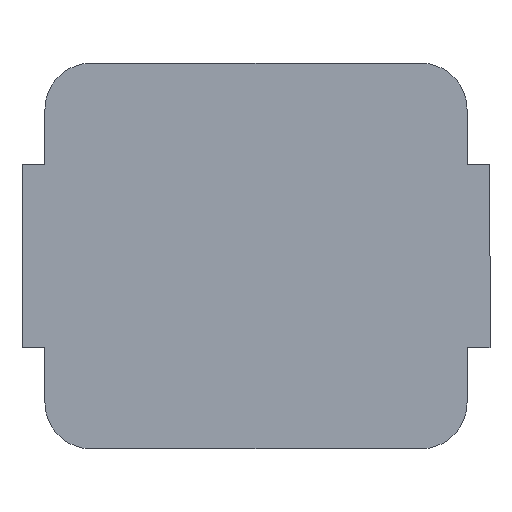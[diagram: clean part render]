
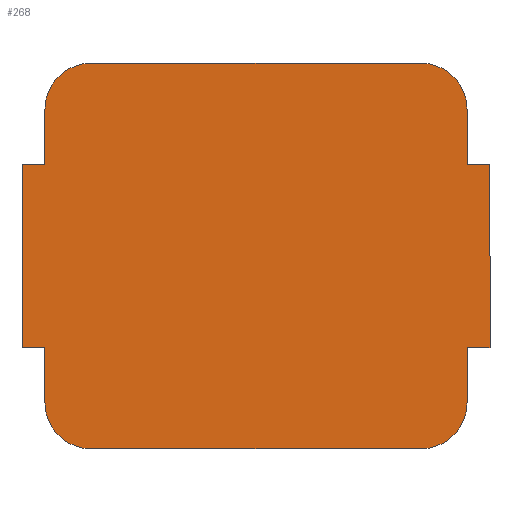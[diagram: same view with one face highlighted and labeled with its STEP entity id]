
A CAD part, front view. The second image highlights one B-rep face of the part: STEP entity #268.
In plain terms, the highlighted planar face has unit normal (0, -1, 0).
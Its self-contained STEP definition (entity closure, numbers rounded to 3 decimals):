
#1 = ORIENTED_EDGE ( 'NONE', *, *, #129, .T. ) ;
#12 = DIRECTION ( 'NONE',  ( -1., 0., 0. ) ) ;
#13 = LINE ( 'NONE', #300, #727 ) ;
#19 = VECTOR ( 'NONE', #563, 1000. ) ;
#35 = CARTESIAN_POINT ( 'NONE',  ( -2.3, 0., -1.6 ) ) ;
#36 = EDGE_CURVE ( 'NONE', #548, #220, #202, .T. ) ;
#38 = AXIS2_PLACEMENT_3D ( 'NONE', #724, #406, #658 ) ;
#43 = ORIENTED_EDGE ( 'NONE', *, *, #158, .T. ) ;
#48 = CIRCLE ( 'NONE', #841, 0.5 ) ;
#51 = VERTEX_POINT ( 'NONE', #376 ) ;
#52 = VECTOR ( 'NONE', #441, 1000. ) ;
#55 = LINE ( 'NONE', #342, #138 ) ;
#61 = CARTESIAN_POINT ( 'NONE',  ( -2.3, 0., 2.1 ) ) ;
#63 = DIRECTION ( 'NONE',  ( 0., 0., -1. ) ) ;
#64 = DIRECTION ( 'NONE',  ( -1., 0., 0. ) ) ;
#65 = EDGE_CURVE ( 'NONE', #304, #348, #136, .T. ) ;
#66 = CARTESIAN_POINT ( 'NONE',  ( 2.55, 0., 1. ) ) ;
#77 = CARTESIAN_POINT ( 'NONE',  ( 2.05, 0., -1. ) ) ;
#78 = CARTESIAN_POINT ( 'NONE',  ( 2.55, 0., -1. ) ) ;
#84 = DIRECTION ( 'NONE',  ( 1., 0., 0. ) ) ;
#101 = CARTESIAN_POINT ( 'NONE',  ( -2.55, 0., 1. ) ) ;
#110 = CARTESIAN_POINT ( 'NONE',  ( -2.3, 0., 2.1 ) ) ;
#114 = DIRECTION ( 'NONE',  ( 0., 0., -1. ) ) ;
#122 = AXIS2_PLACEMENT_3D ( 'NONE', #610, #145, #63 ) ;
#126 = ORIENTED_EDGE ( 'NONE', *, *, #264, .T. ) ;
#129 = EDGE_CURVE ( 'NONE', #275, #585, #750, .T. ) ;
#136 = LINE ( 'NONE', #61, #258 ) ;
#138 = VECTOR ( 'NONE', #461, 1000. ) ;
#143 = VERTEX_POINT ( 'NONE', #768 ) ;
#144 = EDGE_CURVE ( 'NONE', #836, #719, #151, .T. ) ;
#145 = DIRECTION ( 'NONE',  ( 0., -1., 0. ) ) ;
#149 = LINE ( 'NONE', #359, #290 ) ;
#151 = CIRCLE ( 'NONE', #333, 0.5 ) ;
#154 = LINE ( 'NONE', #830, #248 ) ;
#158 = EDGE_CURVE ( 'NONE', #794, #472, #13, .T. ) ;
#160 = LINE ( 'NONE', #843, #52 ) ;
#162 = DIRECTION ( 'NONE',  ( 0., -1., 0. ) ) ;
#163 = CARTESIAN_POINT ( 'NONE',  ( -2.55, 0., -1. ) ) ;
#182 = CIRCLE ( 'NONE', #122, 0.5 ) ;
#187 = CARTESIAN_POINT ( 'NONE',  ( 2.3, 0., -1.6 ) ) ;
#202 = LINE ( 'NONE', #77, #314 ) ;
#203 = ORIENTED_EDGE ( 'NONE', *, *, #594, .F. ) ;
#204 = CARTESIAN_POINT ( 'NONE',  ( -2.3, 0., -1. ) ) ;
#208 = LINE ( 'NONE', #362, #606 ) ;
#212 = EDGE_CURVE ( 'NONE', #679, #472, #154, .T. ) ;
#220 = VERTEX_POINT ( 'NONE', #78 ) ;
#222 = DIRECTION ( 'NONE',  ( 0., 0., 1. ) ) ;
#238 = ORIENTED_EDGE ( 'NONE', *, *, #691, .T. ) ;
#246 = EDGE_CURVE ( 'NONE', #353, #143, #397, .T. ) ;
#248 = VECTOR ( 'NONE', #681, 1000. ) ;
#258 = VECTOR ( 'NONE', #434, 1000. ) ;
#264 = EDGE_CURVE ( 'NONE', #304, #51, #48, .T. ) ;
#268 = ADVANCED_FACE ( 'NONE', ( #582 ), #777, .T. ) ;
#270 = CARTESIAN_POINT ( 'NONE',  ( -2.3, 0., 1.6 ) ) ;
#275 = VERTEX_POINT ( 'NONE', #101 ) ;
#276 = ORIENTED_EDGE ( 'NONE', *, *, #368, .F. ) ;
#290 = VECTOR ( 'NONE', #426, 1000. ) ;
#300 = CARTESIAN_POINT ( 'NONE',  ( 2.05, 0., 1. ) ) ;
#304 = VERTEX_POINT ( 'NONE', #35 ) ;
#306 = CARTESIAN_POINT ( 'NONE',  ( -2.55, 0., 1. ) ) ;
#314 = VECTOR ( 'NONE', #84, 1000. ) ;
#322 = CARTESIAN_POINT ( 'NONE',  ( -1.8, 0., -1.6 ) ) ;
#324 = ORIENTED_EDGE ( 'NONE', *, *, #867, .T. ) ;
#325 = EDGE_CURVE ( 'NONE', #585, #348, #55, .T. ) ;
#329 = VERTEX_POINT ( 'NONE', #270 ) ;
#333 = AXIS2_PLACEMENT_3D ( 'NONE', #504, #162, #699 ) ;
#342 = CARTESIAN_POINT ( 'NONE',  ( -2.05, 0., -1. ) ) ;
#348 = VERTEX_POINT ( 'NONE', #204 ) ;
#353 = VERTEX_POINT ( 'NONE', #663 ) ;
#357 = VERTEX_POINT ( 'NONE', #862 ) ;
#358 = CARTESIAN_POINT ( 'NONE',  ( 1.8, 0., -2.1 ) ) ;
#359 = CARTESIAN_POINT ( 'NONE',  ( 2.55, 0., 1. ) ) ;
#362 = CARTESIAN_POINT ( 'NONE',  ( -2.3, 0., 2.1 ) ) ;
#368 = EDGE_CURVE ( 'NONE', #836, #51, #524, .T. ) ;
#376 = CARTESIAN_POINT ( 'NONE',  ( -1.8, 0., -2.1 ) ) ;
#389 = DIRECTION ( 'NONE',  ( 0., 0., -1. ) ) ;
#391 = ORIENTED_EDGE ( 'NONE', *, *, #212, .F. ) ;
#396 = ORIENTED_EDGE ( 'NONE', *, *, #36, .T. ) ;
#397 = LINE ( 'NONE', #110, #742 ) ;
#406 = DIRECTION ( 'NONE',  ( 0., -1., 0. ) ) ;
#410 = CARTESIAN_POINT ( 'NONE',  ( -2.3, 0., -2.1 ) ) ;
#412 = EDGE_LOOP ( 'NONE', ( #590, #324, #1, #667, #425, #126, #276, #710, #203, #396, #736, #43, #391, #238, #725, #428 ) ) ;
#419 = CARTESIAN_POINT ( 'NONE',  ( 2.3, 0., -1. ) ) ;
#425 = ORIENTED_EDGE ( 'NONE', *, *, #65, .F. ) ;
#426 = DIRECTION ( 'NONE',  ( 0., 0., 1. ) ) ;
#428 = ORIENTED_EDGE ( 'NONE', *, *, #536, .T. ) ;
#434 = DIRECTION ( 'NONE',  ( 0., 0., 1. ) ) ;
#441 = DIRECTION ( 'NONE',  ( 0., 0., -1. ) ) ;
#461 = DIRECTION ( 'NONE',  ( 1., 0., 0. ) ) ;
#472 = VERTEX_POINT ( 'NONE', #802 ) ;
#483 = CARTESIAN_POINT ( 'NONE',  ( -2.05, 0., 1. ) ) ;
#504 = CARTESIAN_POINT ( 'NONE',  ( 1.8, 0., -1.6 ) ) ;
#514 = DIRECTION ( 'NONE',  ( 1., 0., 0. ) ) ;
#524 = LINE ( 'NONE', #410, #601 ) ;
#536 = EDGE_CURVE ( 'NONE', #353, #329, #182, .T. ) ;
#548 = VERTEX_POINT ( 'NONE', #419 ) ;
#563 = DIRECTION ( 'NONE',  ( 0., 0., -1. ) ) ;
#571 = DIRECTION ( 'NONE',  ( 0., -1., 0. ) ) ;
#572 = EDGE_CURVE ( 'NONE', #220, #794, #149, .T. ) ;
#577 = CARTESIAN_POINT ( 'NONE',  ( 2.3, 0., 1.6 ) ) ;
#582 = FACE_OUTER_BOUND ( 'NONE', #412, .T. ) ;
#585 = VERTEX_POINT ( 'NONE', #163 ) ;
#590 = ORIENTED_EDGE ( 'NONE', *, *, #783, .F. ) ;
#594 = EDGE_CURVE ( 'NONE', #548, #719, #160, .T. ) ;
#601 = VECTOR ( 'NONE', #64, 1000. ) ;
#606 = VECTOR ( 'NONE', #222, 1000. ) ;
#610 = CARTESIAN_POINT ( 'NONE',  ( -1.8, 0., 1.6 ) ) ;
#658 = DIRECTION ( 'NONE',  ( 0., 0., -1. ) ) ;
#663 = CARTESIAN_POINT ( 'NONE',  ( -1.8, 0., 2.1 ) ) ;
#667 = ORIENTED_EDGE ( 'NONE', *, *, #325, .T. ) ;
#679 = VERTEX_POINT ( 'NONE', #577 ) ;
#681 = DIRECTION ( 'NONE',  ( 0., 0., -1. ) ) ;
#691 = EDGE_CURVE ( 'NONE', #679, #143, #702, .T. ) ;
#699 = DIRECTION ( 'NONE',  ( 0., 0., -1. ) ) ;
#702 = CIRCLE ( 'NONE', #38, 0.5 ) ;
#707 = CARTESIAN_POINT ( 'NONE',  ( 0., 0., 0. ) ) ;
#710 = ORIENTED_EDGE ( 'NONE', *, *, #144, .T. ) ;
#719 = VERTEX_POINT ( 'NONE', #187 ) ;
#720 = DIRECTION ( 'NONE',  ( 0., -1., 0. ) ) ;
#724 = CARTESIAN_POINT ( 'NONE',  ( 1.8, 0., 1.6 ) ) ;
#725 = ORIENTED_EDGE ( 'NONE', *, *, #246, .F. ) ;
#727 = VECTOR ( 'NONE', #754, 1000. ) ;
#736 = ORIENTED_EDGE ( 'NONE', *, *, #572, .T. ) ;
#742 = VECTOR ( 'NONE', #514, 1000. ) ;
#750 = LINE ( 'NONE', #306, #19 ) ;
#751 = LINE ( 'NONE', #483, #819 ) ;
#754 = DIRECTION ( 'NONE',  ( -1., 0., 0. ) ) ;
#768 = CARTESIAN_POINT ( 'NONE',  ( 1.8, 0., 2.1 ) ) ;
#777 = PLANE ( 'NONE',  #785 ) ;
#783 = EDGE_CURVE ( 'NONE', #357, #329, #208, .T. ) ;
#785 = AXIS2_PLACEMENT_3D ( 'NONE', #707, #720, #114 ) ;
#794 = VERTEX_POINT ( 'NONE', #66 ) ;
#802 = CARTESIAN_POINT ( 'NONE',  ( 2.3, 0., 1. ) ) ;
#819 = VECTOR ( 'NONE', #12, 1000. ) ;
#830 = CARTESIAN_POINT ( 'NONE',  ( 2.3, 0., 2.1 ) ) ;
#836 = VERTEX_POINT ( 'NONE', #358 ) ;
#841 = AXIS2_PLACEMENT_3D ( 'NONE', #322, #571, #389 ) ;
#843 = CARTESIAN_POINT ( 'NONE',  ( 2.3, 0., 2.1 ) ) ;
#862 = CARTESIAN_POINT ( 'NONE',  ( -2.3, 0., 1. ) ) ;
#867 = EDGE_CURVE ( 'NONE', #357, #275, #751, .T. ) ;
